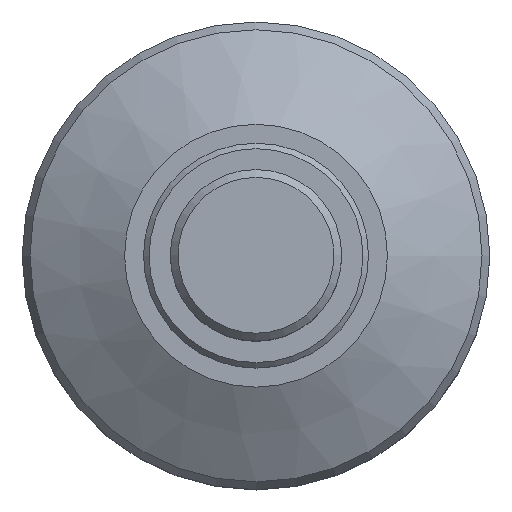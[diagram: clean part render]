
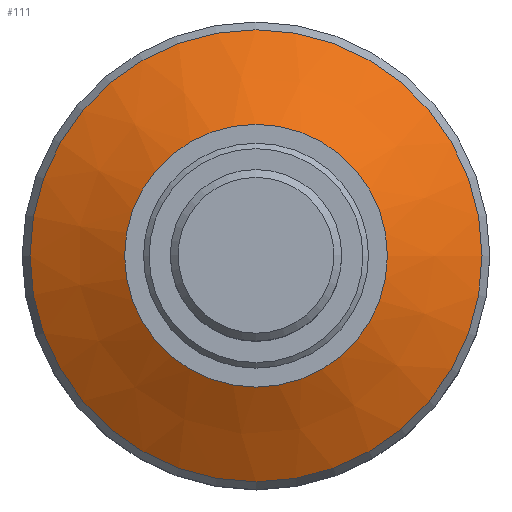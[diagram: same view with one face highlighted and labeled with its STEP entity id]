
A CAD part, top view. The second image highlights one B-rep face of the part: STEP entity #111.
In plain terms, the highlighted conical face has half-angle 60.107 degrees and reference radius 8.43 mm.
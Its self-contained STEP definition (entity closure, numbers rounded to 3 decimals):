
#59=CONICAL_SURFACE('',#303,8.43,60.107);
#90=FACE_BOUND('',#153,.T.);
#91=FACE_BOUND('',#154,.T.);
#111=ADVANCED_FACE('',(#90,#91),#59,.T.);
#153=EDGE_LOOP('',(#187));
#154=EDGE_LOOP('',(#188));
#187=ORIENTED_EDGE('',*,*,#225,.T.);
#188=ORIENTED_EDGE('',*,*,#224,.F.);
#207=VERTEX_POINT('',#434);
#208=VERTEX_POINT('',#437);
#224=EDGE_CURVE('',#207,#207,#241,.T.);
#225=EDGE_CURVE('',#208,#208,#242,.T.);
#241=CIRCLE('',#300,8.43);
#242=CIRCLE('',#302,14.5);
#300=AXIS2_PLACEMENT_3D('',#433,#371,#372);
#302=AXIS2_PLACEMENT_3D('',#436,#375,#376);
#303=AXIS2_PLACEMENT_3D('',#438,#377,#378);
#371=DIRECTION('',(0.,0.,1.));
#372=DIRECTION('',(1.,0.,0.));
#375=DIRECTION('',(0.,0.,1.));
#376=DIRECTION('',(1.,0.,0.));
#377=DIRECTION('',(0.,0.,-1.));
#378=DIRECTION('',(1.,0.,0.));
#433=CARTESIAN_POINT('',(0.,0.,-1.372));
#434=CARTESIAN_POINT('',(8.43,0.,-1.372));
#436=CARTESIAN_POINT('',(0.,0.,-4.862));
#437=CARTESIAN_POINT('',(14.5,0.,-4.862));
#438=CARTESIAN_POINT('',(0.,0.,-1.372));
